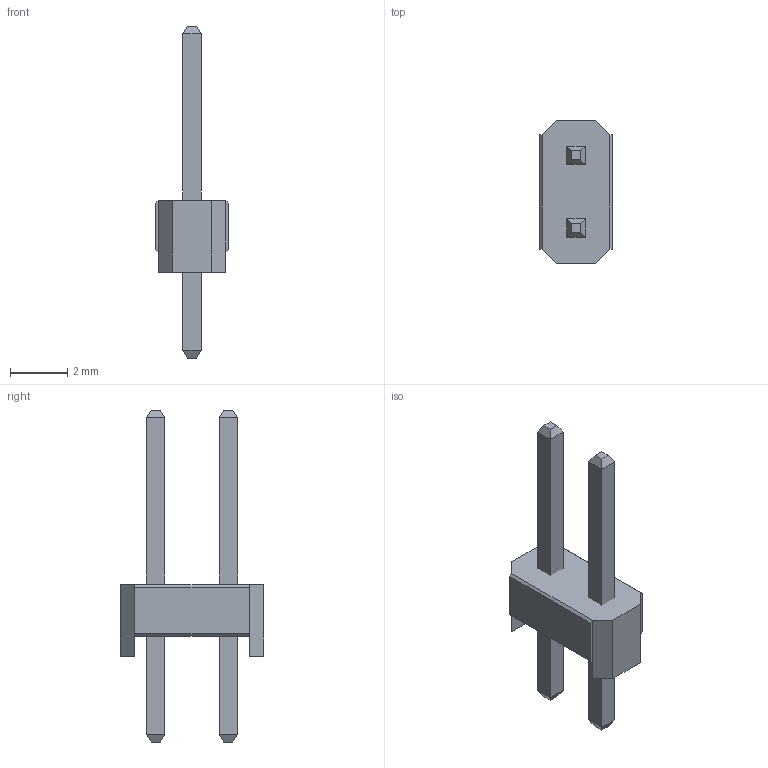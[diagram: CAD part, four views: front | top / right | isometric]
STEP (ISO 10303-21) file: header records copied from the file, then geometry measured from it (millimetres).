
FILE_DESCRIPTION(('STEP AP214'), '1');
FILE_NAME('DS1021-1x5SF11', '2017-07-09T05:27:24', ('Nobody'), (''), 'ASCON STEP Converter 1.3', 'ASCON Math Kernel', '');
FILE_SCHEMA(('AUTOMOTIVE_DESIGN { 1 0 10303 214 3 1 1}'));
Length unit declared in the file: millimetre
Assembly tree (3 placements, depth 2):
  (unnamed)
    (unnamed)
    (unnamed)  x2
Bounding box: 2.54 x 5 x 11.6 mm (x, y, z)
Volume: 32.2 mm3; surface area: 114.9 mm2
Topology: 3 solids, 3 shells, 50 faces, 104 edges, 60 vertices
Faces by surface type: plane 50
Entity records: 1385 total; most frequent: CARTESIAN_POINT 160, DIRECTION 156, ORIENTED_EDGE 152, EDGE_CURVE 76, LINE 76, VECTOR 76, VERTEX_POINT 44, AXIS2_PLACEMENT_3D 40
